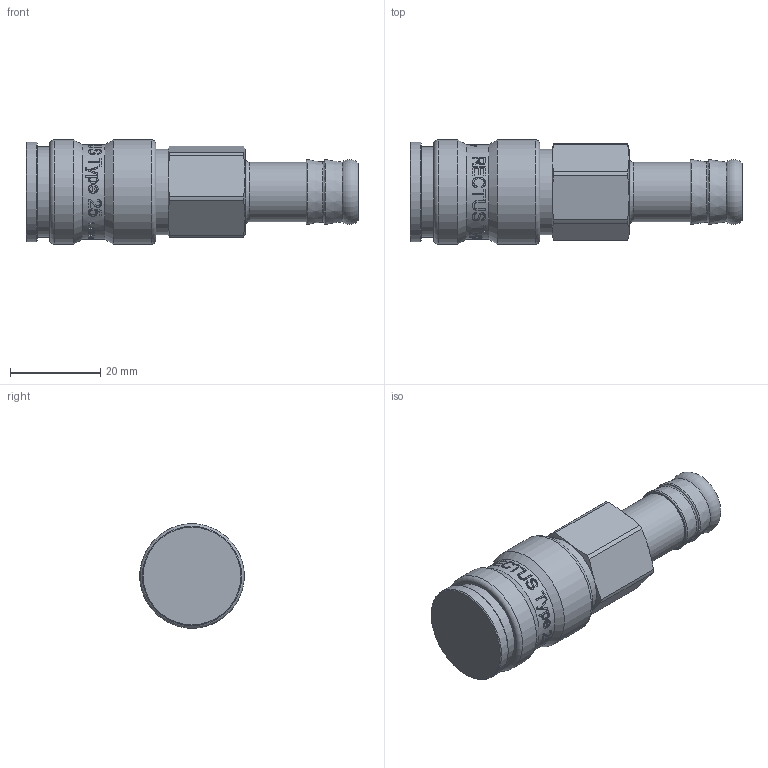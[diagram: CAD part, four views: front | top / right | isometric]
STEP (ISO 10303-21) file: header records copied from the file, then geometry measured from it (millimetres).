
FILE_DESCRIPTION((''),'2;1');
FILE_NAME('25kbtf13evx.stp','2013-10-23T08:28:56',('IA176480'),(''),'Autodesk Inventor 2013','Autodesk Inventor 2013','');
FILE_SCHEMA(('AUTOMOTIVE_DESIGN { 1 0 10303 214 1 1 1 1 }'));
Length unit declared in the file: millimetre
Products named in the file (1): D108097
Bounding box: 73.5 x 23.07 x 23.07 mm (x, y, z)
Volume: 19422.3 mm3; surface area: 10659.5 mm2
Topology: 2 solids, 3 shells, 613 faces, 1604 edges, 1064 vertices
Faces by surface type: bspline 256, plane 242, cylinder 85, cone 22, torus 8
Full cylindrical faces by diameter (mm): 10.981 x1, 11 x1, 13.1 x1, 14.797 x2, 15 x1, 15.1 x1, 15.3 x1, 16 x2, 17.25 x1, 18.95 x1, 19.35 x1, 20 x1, 20.05 x1, 21 x1, 22 x1, 23.15 x2
Entity records: 83096 total; most frequent: CARTESIAN_POINT 69673, ORIENTED_EDGE 3092, DIRECTION 1716, EDGE_CURVE 1546, VERTEX_POINT 1050, B_SPLINE_CURVE_WITH_KNOTS 730, EDGE_LOOP 728, FACE_OUTER_BOUND 613
